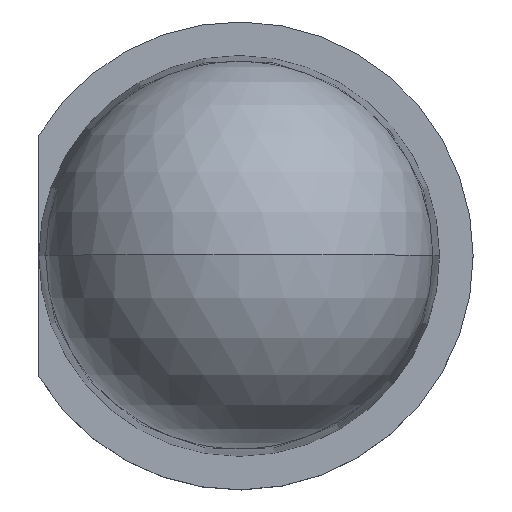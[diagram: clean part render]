
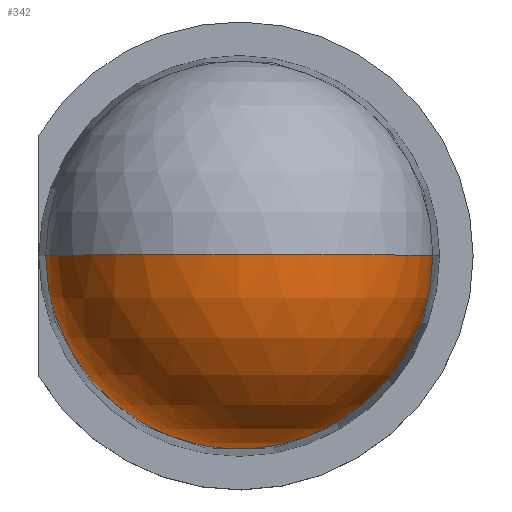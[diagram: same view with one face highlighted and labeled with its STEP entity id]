
A CAD part, top view. The second image highlights one B-rep face of the part: STEP entity #342.
In plain terms, the highlighted spherical face has radius 2.4 mm.
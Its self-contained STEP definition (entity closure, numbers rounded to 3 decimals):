
#79 = AXIS2_PLACEMENT_3D ( 'NONE', #1590, #1207, #994 ) ;
#142 = ORIENTED_EDGE ( 'NONE', *, *, #1538, .F. ) ;
#169 = CARTESIAN_POINT ( 'NONE',  ( -2.4, 0., 6.238 ) ) ;
#275 = DIRECTION ( 'NONE',  ( 0., 0., -1. ) ) ;
#306 = DIRECTION ( 'NONE',  ( -1., 0., 0. ) ) ;
#328 = EDGE_LOOP ( 'NONE', ( #670, #2065, #142 ) ) ;
#342 = ADVANCED_FACE ( 'NONE', ( #1707 ), #2244, .T. ) ;
#348 = CARTESIAN_POINT ( 'NONE',  ( 0., 0., 8.6 ) ) ;
#439 = DIRECTION ( 'NONE',  ( 1., 0., 0. ) ) ;
#488 = DIRECTION ( 'NONE',  ( 0., -1., 0. ) ) ;
#546 = AXIS2_PLACEMENT_3D ( 'NONE', #1501, #581, #2221 ) ;
#581 = DIRECTION ( 'NONE',  ( 0., -1., 0. ) ) ;
#638 = CARTESIAN_POINT ( 'NONE',  ( 0., 0., 6.238 ) ) ;
#670 = ORIENTED_EDGE ( 'NONE', *, *, #1417, .F. ) ;
#953 = CIRCLE ( 'NONE', #79, 2.4 ) ;
#994 = DIRECTION ( 'NONE',  ( 0., 0., 1. ) ) ;
#1207 = DIRECTION ( 'NONE',  ( 0., 1., 0. ) ) ;
#1362 = EDGE_CURVE ( 'NONE', #1659, #2170, #2186, .T. ) ;
#1417 = EDGE_CURVE ( 'NONE', #1659, #2356, #953, .T. ) ;
#1501 = CARTESIAN_POINT ( 'NONE',  ( 0., 0., 6.2 ) ) ;
#1538 = EDGE_CURVE ( 'NONE', #2356, #2170, #2259, .T. ) ;
#1569 = AXIS2_PLACEMENT_3D ( 'NONE', #2296, #488, #439 ) ;
#1590 = CARTESIAN_POINT ( 'NONE',  ( 0., 0., 6.2 ) ) ;
#1659 = VERTEX_POINT ( 'NONE', #348 ) ;
#1697 = CARTESIAN_POINT ( 'NONE',  ( 2.4, 0., 6.238 ) ) ;
#1707 = FACE_OUTER_BOUND ( 'NONE', #328, .T. ) ;
#1993 = AXIS2_PLACEMENT_3D ( 'NONE', #638, #275, #306 ) ;
#2065 = ORIENTED_EDGE ( 'NONE', *, *, #1362, .T. ) ;
#2170 = VERTEX_POINT ( 'NONE', #169 ) ;
#2186 = CIRCLE ( 'NONE', #1569, 2.4 ) ;
#2221 = DIRECTION ( 'NONE',  ( 1., 0., 0. ) ) ;
#2244 = SPHERICAL_SURFACE ( 'NONE', #546, 2.4 ) ;
#2259 = CIRCLE ( 'NONE', #1993, 2.4 ) ;
#2296 = CARTESIAN_POINT ( 'NONE',  ( 0., 0., 6.2 ) ) ;
#2356 = VERTEX_POINT ( 'NONE', #1697 ) ;
